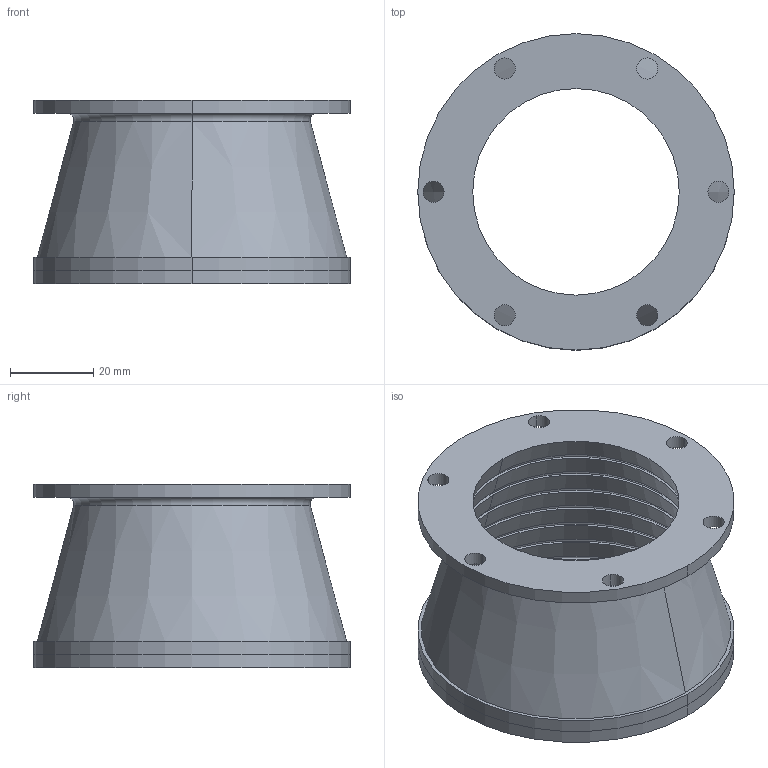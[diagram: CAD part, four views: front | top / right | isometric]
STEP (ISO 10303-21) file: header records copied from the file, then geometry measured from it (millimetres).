
FILE_DESCRIPTION(('CATIA V5 STEP Exchange','CAx-IF Rec.Pracs.--- Model Styling and Organization---1.4--- 2014-01-23','CAx-IF Rec.Pracs.---3D Tessellated Data Validation Properties---0.5---2014-09-14'),'2;1');
FILE_NAME('conewithablative.stp','2025-11-21T06:00:47+00:00',('none'),('none'),'CATIA Version 5-6 Release 2019 SP6','CATIA V5 STEP AP242 v1','none');
FILE_SCHEMA(('AP242_MANAGED_MODEL_BASED_3D_ENGINEERING_MIM_LF {1 0 10303 442 1 1 4}'));
Length unit declared in the file: millimetre
Products named in the file (1): Part1
Bounding box: 76.2 x 76.2 x 44.23 mm (x, y, z)
Volume: 25819.4 mm3; surface area: 25186 mm2
Topology: 1 solids, 1 shells, 63 faces, 138 edges, 86 vertices
Faces by surface type: cone 32, cylinder 18, plane 11, torus 2
Entity records: 1542 total; most frequent: ORIENTED_EDGE 276, CARTESIAN_POINT 253, DIRECTION 194, EDGE_CURVE 138, AXIS2_PLACEMENT_3D 117, CIRCLE 88, EDGE_LOOP 86, VERTEX_POINT 86
